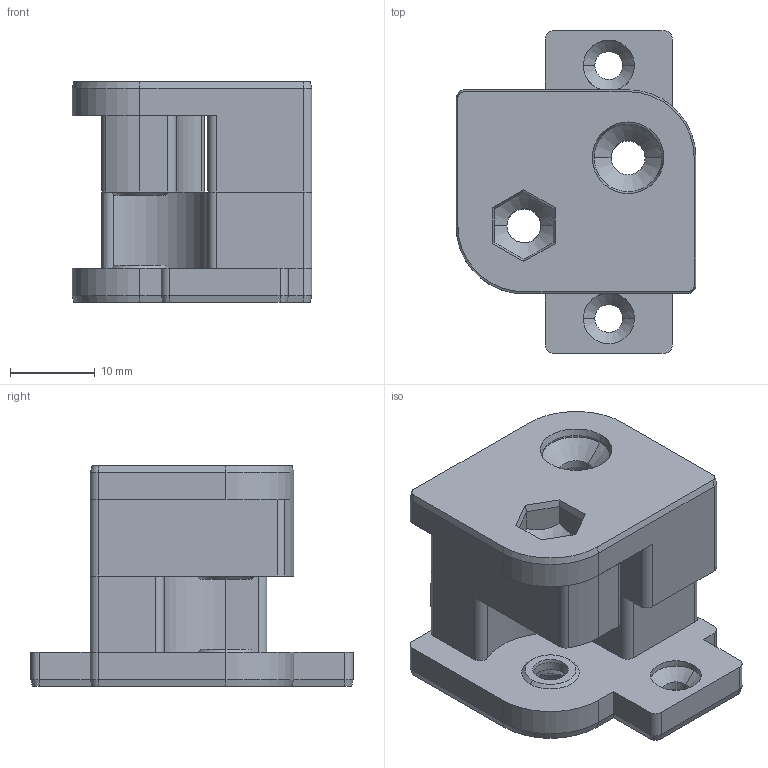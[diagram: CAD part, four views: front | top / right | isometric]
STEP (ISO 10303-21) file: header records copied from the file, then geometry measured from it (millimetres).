
FILE_DESCRIPTION (( 'STEP AP203' ), '1' );
FILE_NAME ('v2_slot5_x_idle_pulley_mount_R_closed.STEP', '2018-02-17T11:17:53', ( 'Admin' ), ( '' ), 'SwSTEP 2.0', 'SolidWorks 2013', '' );
FILE_SCHEMA (( 'CONFIG_CONTROL_DESIGN' ));
Length unit declared in the file: millimetre
Products named in the file (1): v2_slot5_x_idle_pulley_mount_R_closed
Bounding box: 28.27 x 38 x 26 mm (x, y, z)
Volume: 11267.6 mm3; surface area: 6215.1 mm2
Topology: 2 solids, 2 shells, 181 faces, 434 edges, 264 vertices
Faces by surface type: plane 77, cone 57, cylinder 47
Entity records: 5486 total; most frequent: CARTESIAN_POINT 1124, DIRECTION 927, ORIENTED_EDGE 868, EDGE_CURVE 434, AXIS2_PLACEMENT_3D 337, VERTEX_POINT 264, LINE 253, VECTOR 253
